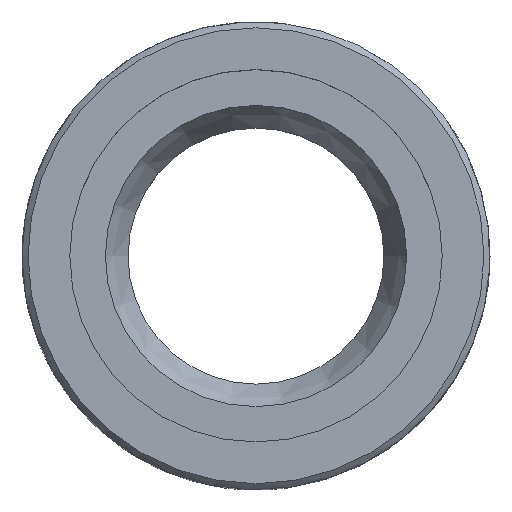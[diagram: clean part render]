
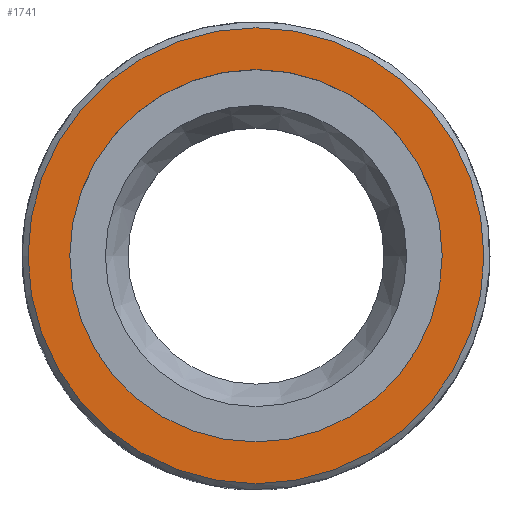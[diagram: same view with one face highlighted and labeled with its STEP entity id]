
A CAD part, top view. The second image highlights one B-rep face of the part: STEP entity #1741.
In plain terms, the highlighted planar face has unit normal (0, 0, 1).
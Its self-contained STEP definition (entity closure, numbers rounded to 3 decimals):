
#539=ORIENTED_EDGE('',*,*,#735,.T.);
#540=ORIENTED_EDGE('',*,*,#736,.F.);
#735=EDGE_CURVE('',#847,#847,#921,.T.);
#736=EDGE_CURVE('',#848,#848,#922,.T.);
#847=VERTEX_POINT('',#2703);
#848=VERTEX_POINT('',#2705);
#921=CIRCLE('',#1894,30.918);
#922=CIRCLE('',#1895,37.85);
#998=EDGE_LOOP('',(#539));
#999=EDGE_LOOP('',(#540));
#1088=FACE_BOUND('',#998,.T.);
#1089=FACE_BOUND('',#999,.T.);
#1141=PLANE('',#1893);
#1741=ADVANCED_FACE('',(#1088,#1089),#1141,.F.);
#1893=AXIS2_PLACEMENT_3D('',#2701,#2263,#2264);
#1894=AXIS2_PLACEMENT_3D('',#2702,#2265,#2266);
#1895=AXIS2_PLACEMENT_3D('',#2704,#2267,#2268);
#2263=DIRECTION('',(0.,0.,-1.));
#2264=DIRECTION('',(-1.,0.,0.));
#2265=DIRECTION('',(0.,0.,-1.));
#2266=DIRECTION('',(1.,0.,0.));
#2267=DIRECTION('',(0.,0.,-1.));
#2268=DIRECTION('',(-1.,0.,0.));
#2701=CARTESIAN_POINT('',(38.85,0.,42.5));
#2702=CARTESIAN_POINT('',(0.,0.,42.5));
#2703=CARTESIAN_POINT('',(30.918,0.,42.5));
#2704=CARTESIAN_POINT('',(0.,0.,42.5));
#2705=CARTESIAN_POINT('',(-37.85,0.,42.5));
